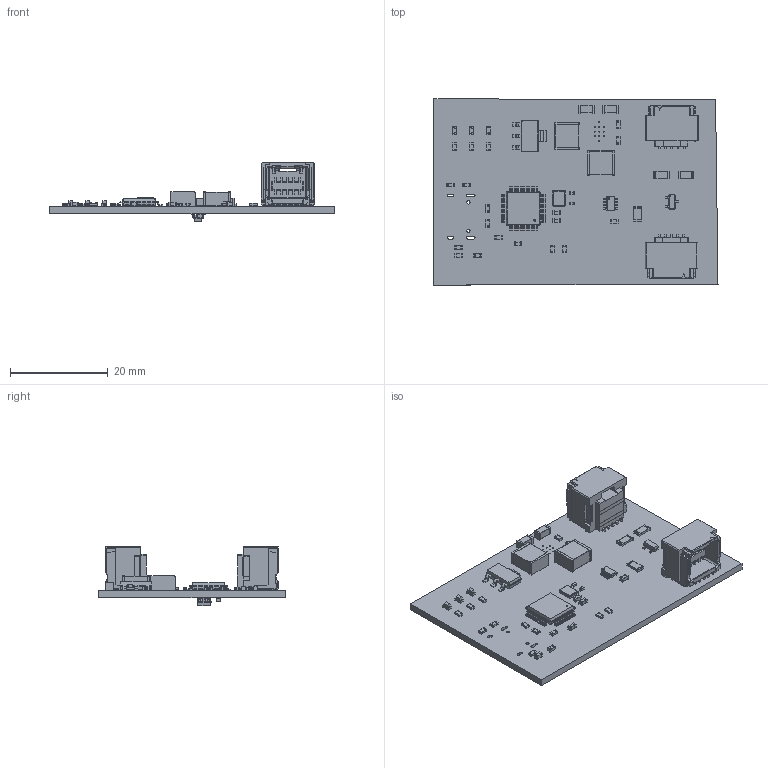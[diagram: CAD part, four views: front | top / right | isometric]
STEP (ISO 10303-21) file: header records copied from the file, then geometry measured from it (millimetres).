
FILE_DESCRIPTION(('KiCad electronic assembly'),'2;1');
FILE_NAME('canob.step','2025-11-16T21:05:17',('Pcbnew'),('Kicad'), 'Open CASCADE STEP processor 7.5','KiCad to STEP converter','Unknown' );
FILE_SCHEMA(('AUTOMOTIVE_DESIGN { 1 0 10303 214 1 1 1 1 }'));
Length unit declared in the file: millimetre
Products named in the file (19): canob 1; R_0603_1608Metric; SOT-23; D_0603_1608Metric; R_1206_3216Metric; C_1206_3216Metric; C_0603_1608Metric; LED_0603_1608Metric; 5054481071; SOLID; COMPOUND; LQFP-48_7x7mm_P0.5mm; TSOT-23-8; Crystal_SMD_3225-4Pin_3.2x2.5mm; C_2220_5750Metric; C_0402_1005Metric; SOT-223; SOT-23-6; canob_PCB
Assembly tree (43 placements, depth 3):
  canob 1
    R_0603_1608Metric  x13
    SOT-23
    D_0603_1608Metric
    R_1206_3216Metric  x3
    C_1206_3216Metric  x2
    C_0603_1608Metric  x6
    LED_0603_1608Metric  x3
    5054481071  x2
      SOLID
      COMPOUND
    LQFP-48_7x7mm_P0.5mm
    TSOT-23-8
    Crystal_SMD_3225-4Pin_3.2x2.5mm
    C_2220_5750Metric  x2
    C_0402_1005Metric  x2
    SOT-223
    SOT-23-6
    canob_PCB
Bounding box: 58.26 x 38.19 x 12.16 mm (x, y, z)
Volume: 4478.7 mm3; surface area: 7330.4 mm2
Topology: 41 solids, 41 shells, 3291 faces, 9081 edges, 5999 vertices
Faces by surface type: plane 2494, cylinder 689, bspline 72, cone 36
Full cylindrical faces by diameter (mm): 0.2 x11, 0.65 x2
Entity records: 64334 total; most frequent: CARTESIAN_POINT 11873, ORIENTED_EDGE 11133, DIRECTION 10366, EDGE_CURVE 5567, LINE 4614, VECTOR 4614, VERTEX_POINT 3577, AXIS2_PLACEMENT_3D 2876
